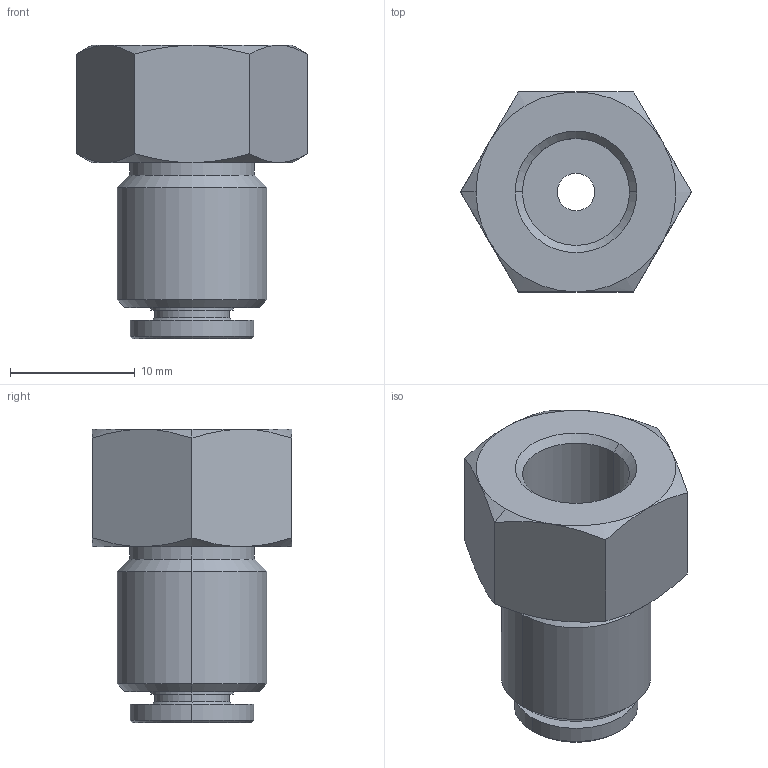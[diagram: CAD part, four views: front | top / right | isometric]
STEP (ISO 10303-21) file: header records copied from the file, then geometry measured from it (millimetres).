
FILE_DESCRIPTION (( 'STEP AP203' ), '1' );
FILE_NAME ('SE_01_1_1001_2.STEP', '2020-10-21T10:22:50', ( '' ), ( '' ), 'SwSTEP 2.0', 'SolidWorks 2017', '' );
FILE_SCHEMA (( 'CONFIG_CONTROL_DESIGN' ));
Length unit declared in the file: millimetre
Products named in the file (1): SE_01_1_1001_2
Bounding box: 18.48 x 16 x 23.5 mm (x, y, z)
Volume: 2803.6 mm3; surface area: 1945.6 mm2
Topology: 1 solids, 1 shells, 57 faces, 118 edges, 68 vertices
Faces by surface type: cone 28, cylinder 16, plane 13
Entity records: 1661 total; most frequent: CARTESIAN_POINT 380, DIRECTION 266, ORIENTED_EDGE 236, EDGE_CURVE 118, AXIS2_PLACEMENT_3D 114, VERTEX_POINT 68, EDGE_LOOP 64, ADVANCED_FACE 57
